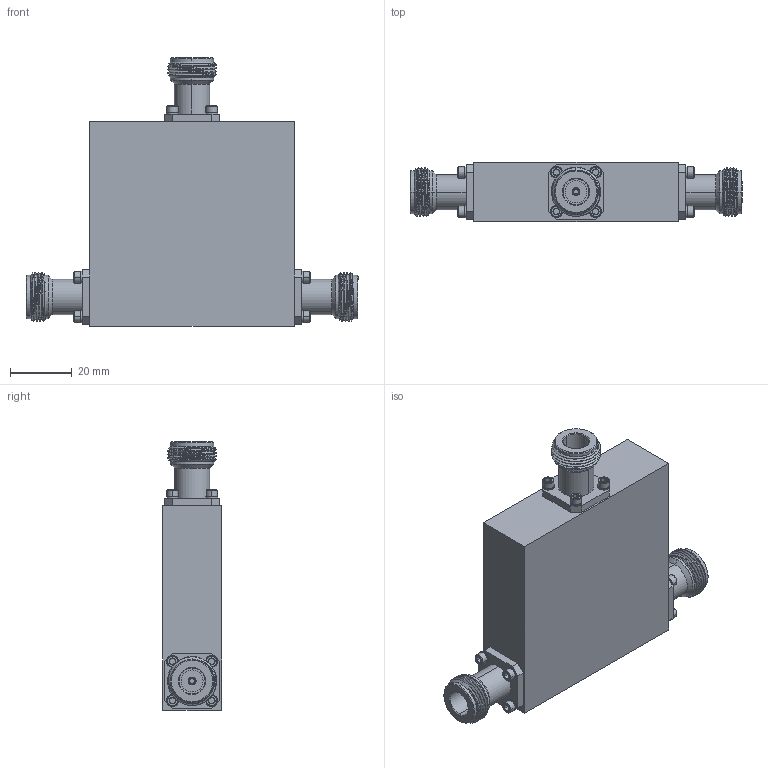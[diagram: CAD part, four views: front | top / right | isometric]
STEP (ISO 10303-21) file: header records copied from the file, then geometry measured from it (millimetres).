
FILE_DESCRIPTION (( 'STEP AP203' ), '1' );
FILE_NAME ('PE8410.step', '2018-07-19T18:03:15', ( '' ), ( '' ), 'SwSTEP 2.0', 'SolidWorks 2017', '' );
FILE_SCHEMA (( 'CONFIG_CONTROL_DESIGN' ));
Length unit declared in the file: inch
Products named in the file (1): PE8410
Bounding box: 107.46 x 19.1 x 86.75 mm (x, y, z)
Volume: 91279.2 mm3; surface area: 20851.8 mm2
Topology: 4 solids, 4 shells, 1075 faces, 2706 edges, 1723 vertices
Faces by surface type: plane 401, cylinder 331, cone 207, bspline 136
Entity records: 49968 total; most frequent: CARTESIAN_POINT 26215, ORIENTED_EDGE 5400, DIRECTION 4316, EDGE_CURVE 2700, VERTEX_POINT 1723, AXIS2_PLACEMENT_3D 1518, LINE 1280, VECTOR 1280
